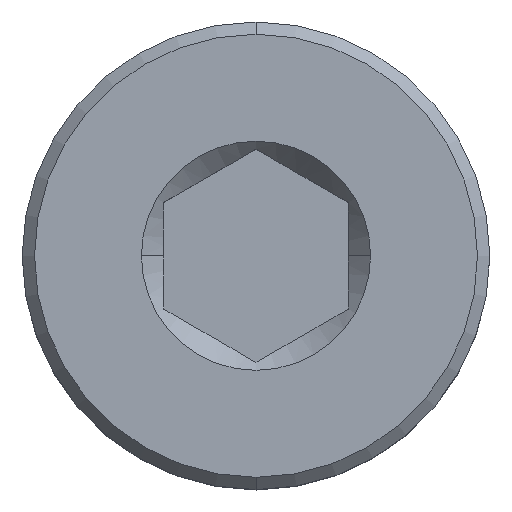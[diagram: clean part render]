
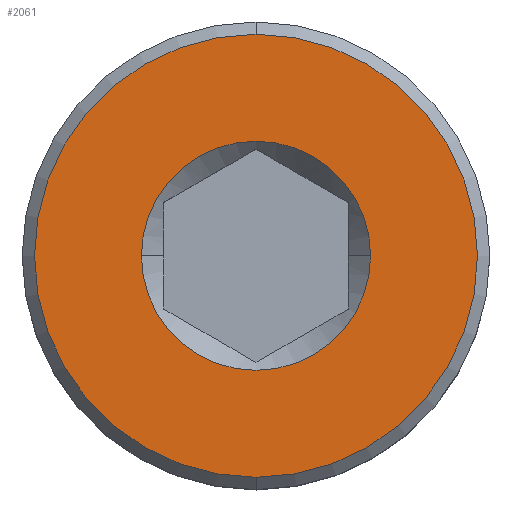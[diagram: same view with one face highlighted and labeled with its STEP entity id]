
A CAD part, top view. The second image highlights one B-rep face of the part: STEP entity #2061.
In plain terms, the highlighted planar face has unit normal (0, 0, 1).
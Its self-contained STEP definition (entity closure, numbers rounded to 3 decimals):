
#70 = CARTESIAN_POINT ( 'NONE',  ( 0., 1.8, 2.5 ) ) ;
#106 = DIRECTION ( 'NONE',  ( 0., 0., -1. ) ) ;
#272 = VERTEX_POINT ( 'NONE', #576 ) ;
#301 = CIRCLE ( 'NONE', #1260, 0.931 ) ;
#381 = DIRECTION ( 'NONE',  ( 0., 1., 0. ) ) ;
#404 = ORIENTED_EDGE ( 'NONE', *, *, #1590, .F. ) ;
#459 = CIRCLE ( 'NONE', #1485, 1.8 ) ;
#508 = EDGE_CURVE ( 'NONE', #1771, #1431, #459, .T. ) ;
#557 = AXIS2_PLACEMENT_3D ( 'NONE', #1788, #564, #381 ) ;
#564 = DIRECTION ( 'NONE',  ( 0., 0., -1. ) ) ;
#576 = CARTESIAN_POINT ( 'NONE',  ( -0.931, 0., 2.5 ) ) ;
#580 = ORIENTED_EDGE ( 'NONE', *, *, #1566, .F. ) ;
#687 = CIRCLE ( 'NONE', #557, 1.8 ) ;
#748 = AXIS2_PLACEMENT_3D ( 'NONE', #1165, #1679, #1172 ) ;
#855 = FACE_OUTER_BOUND ( 'NONE', #2134, .T. ) ;
#884 = EDGE_LOOP ( 'NONE', ( #1606, #580 ) ) ;
#1001 = PLANE ( 'NONE',  #748 ) ;
#1087 = DIRECTION ( 'NONE',  ( 1., 0., 0. ) ) ;
#1106 = CIRCLE ( 'NONE', #1315, 0.931 ) ;
#1112 = CARTESIAN_POINT ( 'NONE',  ( 0., -1.8, 2.5 ) ) ;
#1165 = CARTESIAN_POINT ( 'NONE',  ( 0., 0., 2.5 ) ) ;
#1172 = DIRECTION ( 'NONE',  ( 0., -1., 0. ) ) ;
#1260 = AXIS2_PLACEMENT_3D ( 'NONE', #1307, #1834, #1843 ) ;
#1307 = CARTESIAN_POINT ( 'NONE',  ( 0., 0., 2.5 ) ) ;
#1315 = AXIS2_PLACEMENT_3D ( 'NONE', #2114, #2279, #1087 ) ;
#1431 = VERTEX_POINT ( 'NONE', #70 ) ;
#1485 = AXIS2_PLACEMENT_3D ( 'NONE', #1695, #106, #1511 ) ;
#1511 = DIRECTION ( 'NONE',  ( 0., 1., 0. ) ) ;
#1566 = EDGE_CURVE ( 'NONE', #272, #2233, #1106, .T. ) ;
#1590 = EDGE_CURVE ( 'NONE', #1431, #1771, #687, .T. ) ;
#1606 = ORIENTED_EDGE ( 'NONE', *, *, #1800, .F. ) ;
#1653 = ORIENTED_EDGE ( 'NONE', *, *, #508, .F. ) ;
#1679 = DIRECTION ( 'NONE',  ( 0., 0., 1. ) ) ;
#1695 = CARTESIAN_POINT ( 'NONE',  ( 0., 0., 2.5 ) ) ;
#1729 = CARTESIAN_POINT ( 'NONE',  ( 0.931, 0., 2.5 ) ) ;
#1771 = VERTEX_POINT ( 'NONE', #1112 ) ;
#1788 = CARTESIAN_POINT ( 'NONE',  ( 0., 0., 2.5 ) ) ;
#1800 = EDGE_CURVE ( 'NONE', #2233, #272, #301, .T. ) ;
#1834 = DIRECTION ( 'NONE',  ( 0., 0., 1. ) ) ;
#1843 = DIRECTION ( 'NONE',  ( 1., 0., 0. ) ) ;
#2061 = ADVANCED_FACE ( 'NONE', ( #2088, #855 ), #1001, .T. ) ;
#2088 = FACE_BOUND ( 'NONE', #884, .T. ) ;
#2114 = CARTESIAN_POINT ( 'NONE',  ( 0., 0., 2.5 ) ) ;
#2134 = EDGE_LOOP ( 'NONE', ( #404, #1653 ) ) ;
#2233 = VERTEX_POINT ( 'NONE', #1729 ) ;
#2279 = DIRECTION ( 'NONE',  ( 0., 0., 1. ) ) ;
